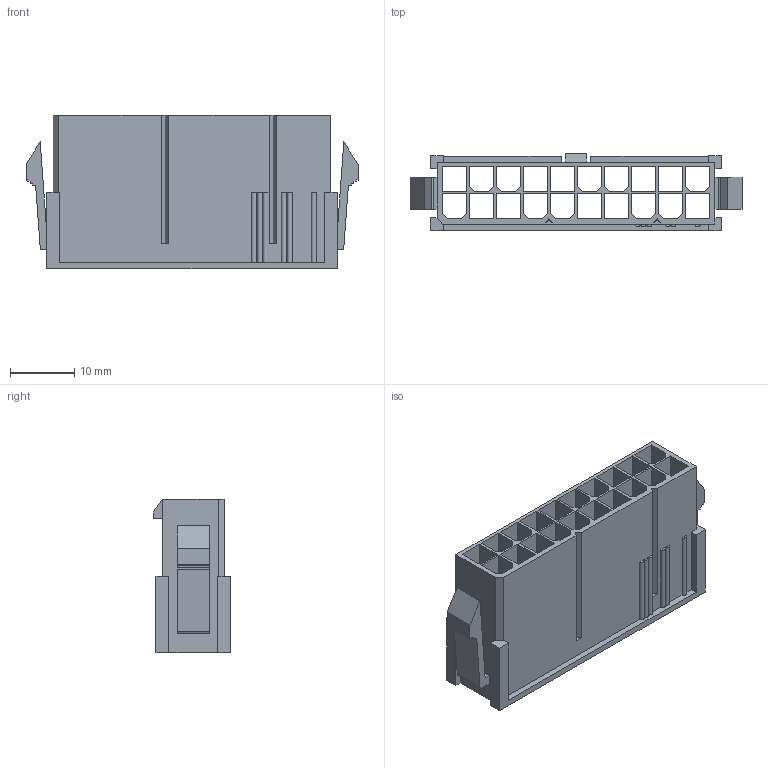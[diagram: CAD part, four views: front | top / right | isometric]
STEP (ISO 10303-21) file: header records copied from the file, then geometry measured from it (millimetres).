
FILE_DESCRIPTION( ( 'STEP AP214' ), '1' );
FILE_NAME( 'psolqas07362816122.stp', '2019-02-18T06:36:28', ( '' ), ( '' ), ' ', 'PARTsolutions', ' ' );
FILE_SCHEMA( ( 'AUTOMOTIVE_DESIGN { 1 0 10303 214 1 1 1 1 }' ) );
Length unit declared in the file: metre
Products named in the file (1): 1
Bounding box: 51.6 x 12 x 23.9 mm (x, y, z)
Volume: 3453.8 mm3; surface area: 10786.5 mm2
Topology: 1 solids, 1 shells, 288 faces, 770 edges, 486 vertices
Faces by surface type: plane 278, cylinder 10
Entity records: 8793 total; most frequent: CARTESIAN_POINT 1545, ORIENTED_EDGE 1540, DIRECTION 1368, EDGE_CURVE 770, LINE 750, VECTOR 750, VERTEX_POINT 486, EDGE_LOOP 330
